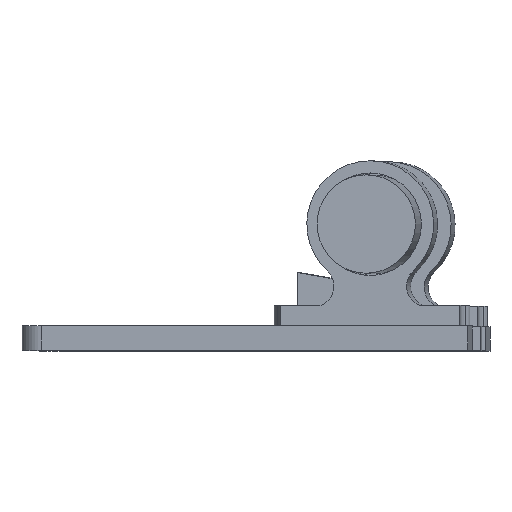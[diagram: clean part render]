
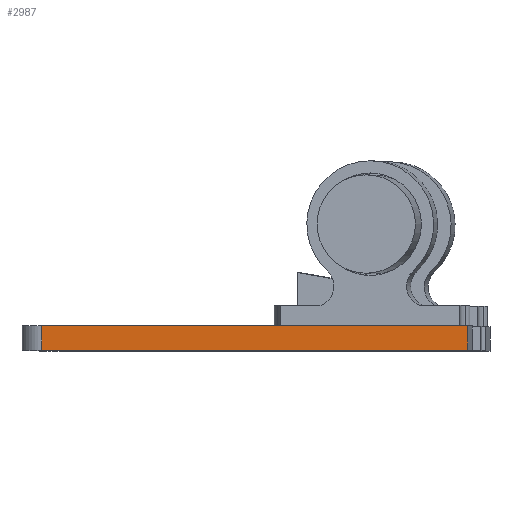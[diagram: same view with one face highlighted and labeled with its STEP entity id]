
A CAD part, top view. The second image highlights one B-rep face of the part: STEP entity #2987.
In plain terms, the highlighted planar face has unit normal (-0.036, 0, 0.999).
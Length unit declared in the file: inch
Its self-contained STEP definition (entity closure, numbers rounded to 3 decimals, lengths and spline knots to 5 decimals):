
#149=PLANE('',#3303);
#271=FACE_OUTER_BOUND('',#469,.T.);
#469=EDGE_LOOP('',(#2338,#2339,#2340,#2341));
#591=LINE('',#4566,#789);
#615=LINE('',#4677,#813);
#637=LINE('',#4804,#835);
#677=LINE('',#4893,#875);
#789=VECTOR('',#3667,0.3937);
#813=VECTOR('',#3765,0.3937);
#835=VECTOR('',#3905,0.3937);
#875=VECTOR('',#4019,0.3937);
#1231=VERTEX_POINT('',#4563);
#1232=VERTEX_POINT('',#4565);
#1281=VERTEX_POINT('',#4674);
#1282=VERTEX_POINT('',#4676);
#1535=EDGE_CURVE('',#1231,#1232,#591,.T.);
#1591=EDGE_CURVE('',#1282,#1281,#615,.T.);
#1650=EDGE_CURVE('',#1232,#1281,#637,.T.);
#1694=EDGE_CURVE('',#1282,#1231,#677,.T.);
#2338=ORIENTED_EDGE('',*,*,#1650,.F.);
#2339=ORIENTED_EDGE('',*,*,#1535,.F.);
#2340=ORIENTED_EDGE('',*,*,#1694,.F.);
#2341=ORIENTED_EDGE('',*,*,#1591,.T.);
#2987=ADVANCED_FACE('',(#271),#149,.T.);
#3303=AXIS2_PLACEMENT_3D('',#4892,#4017,#4018);
#3667=DIRECTION('',(-0.999,0.,-0.037));
#3765=DIRECTION('',(-0.999,0.,-0.037));
#3905=DIRECTION('',(0.,1.,0.));
#4017=DIRECTION('center_axis',(-0.037,0.,
0.999));
#4018=DIRECTION('ref_axis',(-0.999,0.,-0.037));
#4019=DIRECTION('',(0.,-1.,0.));
#4563=CARTESIAN_POINT('',(0.57934,-1.14271,-0.177));
#4565=CARTESIAN_POINT('',(-3.55176,-1.14271,-0.32807));
#4566=CARTESIAN_POINT('',(0.57934,-1.14271,-0.177));
#4674=CARTESIAN_POINT('',(-3.55176,-0.90649,-0.32807));
#4676=CARTESIAN_POINT('',(0.57934,-0.90649,-0.177));
#4677=CARTESIAN_POINT('',(0.57934,-0.90649,-0.177));
#4804=CARTESIAN_POINT('',(-3.55176,-0.90649,-0.32807));
#4892=CARTESIAN_POINT('Origin',(0.57934,-0.90649,-0.177));
#4893=CARTESIAN_POINT('',(0.57934,-0.90649,-0.177));
